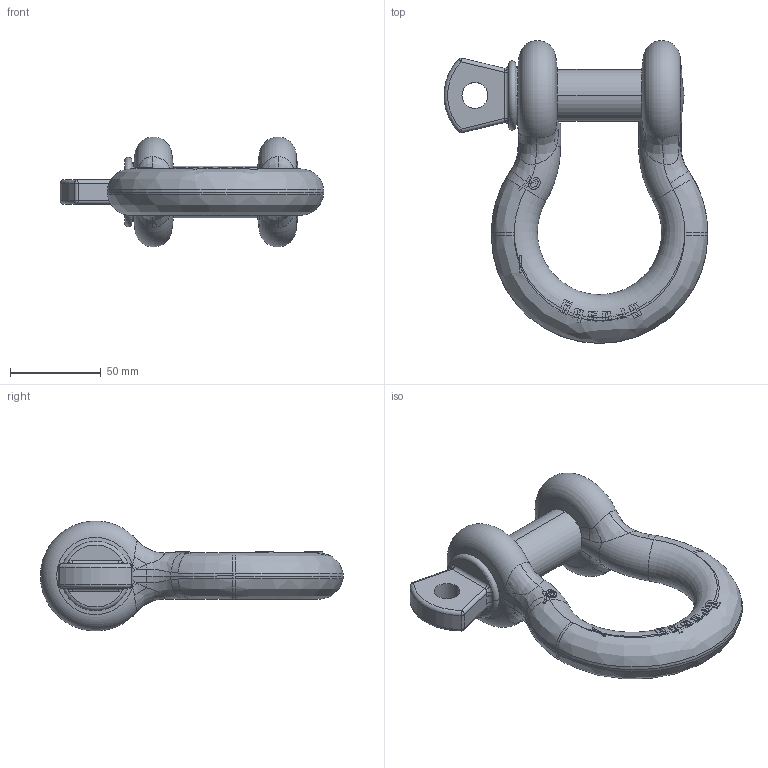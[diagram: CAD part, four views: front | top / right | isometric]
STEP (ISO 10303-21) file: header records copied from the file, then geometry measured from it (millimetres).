
FILE_DESCRIPTION((''),'2;1');
FILE_NAME('CROSBY_209_100','2003-11-18T',('adoughty'),('The Crosby Group, Inc.'),'PRO/ENGINEER BY PARAMETRIC TECHNOLOGY CORPORATION, 2001150','PRO/ENGINEER BY PARAMETRIC TECHNOLOGY CORPORATION, 2001150','');
FILE_SCHEMA(('CONFIG_CONTROL_DESIGN'));
Length unit declared in the file: inch
Products named in the file (1): CROSBY_209_100
Bounding box: 145.06 x 166.62 x 60.41 mm (x, y, z)
Volume: 280374.1 mm3; surface area: 50568.9 mm2
Topology: 2 solids, 2 shells, 267 faces, 706 edges, 439 vertices
Faces by surface type: plane 104, bspline 78, cylinder 37, torus 26, cone 16, sphere 4, extrusion 2
Entity records: 11536 total; most frequent: CARTESIAN_POINT 5780, ORIENTED_EDGE 1408, DIRECTION 874, EDGE_CURVE 704, VERTEX_POINT 439, B_SPLINE_CURVE_WITH_KNOTS 356, AXIS2_PLACEMENT_3D 335, EDGE_LOOP 271
